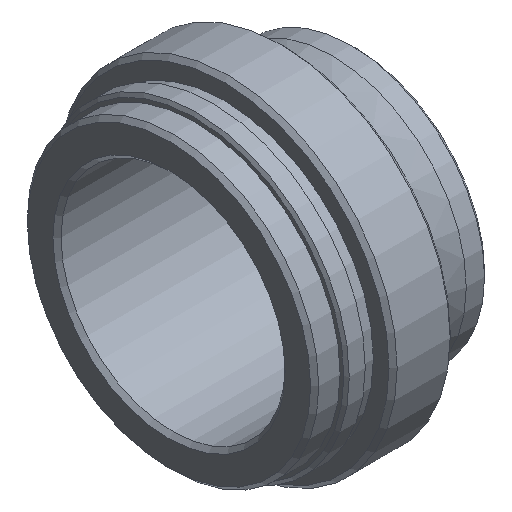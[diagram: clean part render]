
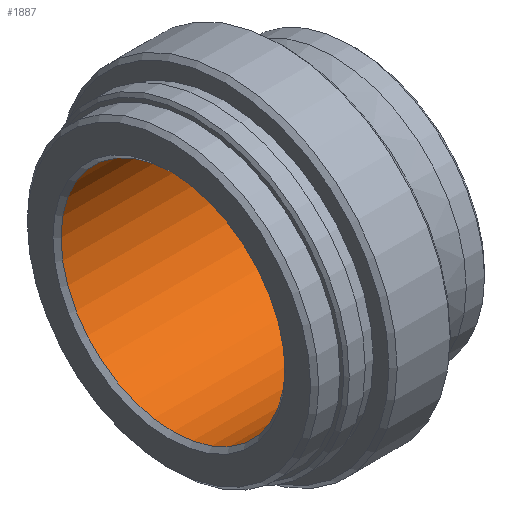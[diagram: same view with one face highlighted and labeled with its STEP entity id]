
A CAD part, isometric view. The second image highlights one B-rep face of the part: STEP entity #1887.
In plain terms, the highlighted cylindrical face has radius 13.97 mm (diameter 27.94 mm), a full revolution.
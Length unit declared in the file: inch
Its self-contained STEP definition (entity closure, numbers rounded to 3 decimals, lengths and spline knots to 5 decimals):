
#40=CIRCLE('',#1962,0.55);
#42=CIRCLE('',#1965,0.55);
#101=FACE_BOUND('',#361,.T.);
#128=CYLINDRICAL_SURFACE('',#1964,0.55);
#236=FACE_OUTER_BOUND('',#360,.T.);
#360=EDGE_LOOP('',(#1696));
#361=EDGE_LOOP('',(#1697));
#902=VERTEX_POINT('',#16726);
#904=VERTEX_POINT('',#16731);
#1174=EDGE_CURVE('',#902,#902,#40,.T.);
#1176=EDGE_CURVE('',#904,#904,#42,.T.);
#1696=ORIENTED_EDGE('',*,*,#1176,.F.);
#1697=ORIENTED_EDGE('',*,*,#1174,.F.);
#1887=ADVANCED_FACE('',(#236,#101),#128,.F.);
#1962=AXIS2_PLACEMENT_3D('',#16727,#2207,#2208);
#1964=AXIS2_PLACEMENT_3D('',#16730,#2211,#2212);
#1965=AXIS2_PLACEMENT_3D('',#16732,#2213,#2214);
#2207=DIRECTION('center_axis',(1.,0.,0.));
#2208=DIRECTION('ref_axis',(0.,-1.,0.));
#2211=DIRECTION('center_axis',(1.,0.,0.));
#2212=DIRECTION('ref_axis',(0.,1.,0.));
#2213=DIRECTION('center_axis',(-1.,0.,0.));
#2214=DIRECTION('ref_axis',(0.,-1.,0.));
#16726=CARTESIAN_POINT('',(0.02,0.55,0.));
#16727=CARTESIAN_POINT('Origin',(0.02,0.,0.));
#16730=CARTESIAN_POINT('Origin',(0.4565,0.,0.));
#16731=CARTESIAN_POINT('',(0.893,0.55,0.));
#16732=CARTESIAN_POINT('Origin',(0.893,0.,0.));
